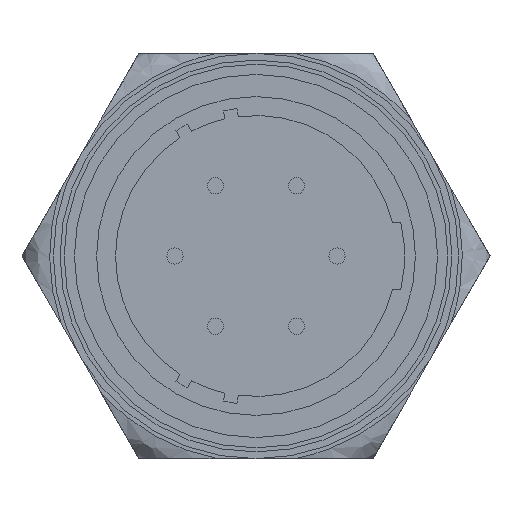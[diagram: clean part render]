
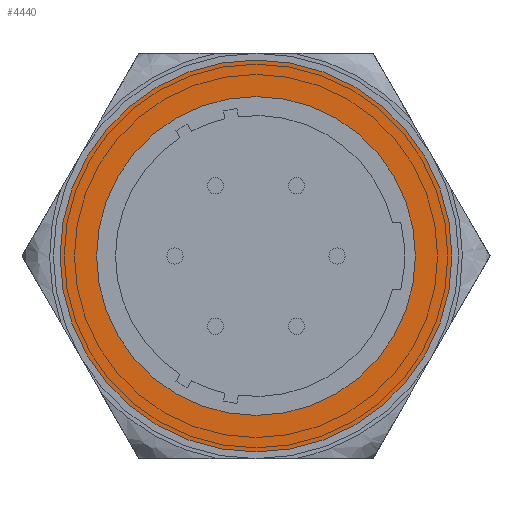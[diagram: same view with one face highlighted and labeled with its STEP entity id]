
A CAD part, left-side view. The second image highlights one B-rep face of the part: STEP entity #4440.
In plain terms, the highlighted planar face has unit normal (-1, 0, 0).
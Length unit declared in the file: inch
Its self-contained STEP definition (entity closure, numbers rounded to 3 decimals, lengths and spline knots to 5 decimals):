
#110 = EDGE_CURVE ( 'NONE', #2087, #2087, #5650, .T. ) ;
#248 = CARTESIAN_POINT ( 'NONE',  ( 0.014, 0., 0.295 ) ) ;
#337 = FACE_OUTER_BOUND ( 'NONE', #4018, .T. ) ;
#557 = EDGE_CURVE ( 'NONE', #4116, #4116, #1195, .T. ) ;
#611 = AXIS2_PLACEMENT_3D ( 'NONE', #749, #2233, #3179 ) ;
#749 = CARTESIAN_POINT ( 'NONE',  ( 0.014, 0., 0. ) ) ;
#1195 = CIRCLE ( 'NONE', #611, 0.3625 ) ;
#1219 = DIRECTION ( 'NONE',  ( 0., 0., 1. ) ) ;
#1533 = DIRECTION ( 'NONE',  ( -1., 0., 0. ) ) ;
#1742 = CARTESIAN_POINT ( 'NONE',  ( 0.014, 0., -0.3625 ) ) ;
#2087 = VERTEX_POINT ( 'NONE', #248 ) ;
#2233 = DIRECTION ( 'NONE',  ( -1., 0., 0. ) ) ;
#2743 = FACE_BOUND ( 'NONE', #3012, .T. ) ;
#3012 = EDGE_LOOP ( 'NONE', ( #4001 ) ) ;
#3126 = ORIENTED_EDGE ( 'NONE', *, *, #557, .T. ) ;
#3179 = DIRECTION ( 'NONE',  ( 0., 0., -1. ) ) ;
#3798 = AXIS2_PLACEMENT_3D ( 'NONE', #5537, #6011, #1219 ) ;
#3861 = CARTESIAN_POINT ( 'NONE',  ( 0.014, 0., 0. ) ) ;
#4001 = ORIENTED_EDGE ( 'NONE', *, *, #110, .F. ) ;
#4018 = EDGE_LOOP ( 'NONE', ( #3126 ) ) ;
#4116 = VERTEX_POINT ( 'NONE', #1742 ) ;
#4440 = ADVANCED_FACE ( 'NONE', ( #2743, #337 ), #4645, .T. ) ;
#4645 = PLANE ( 'NONE',  #3798 ) ;
#5352 = AXIS2_PLACEMENT_3D ( 'NONE', #3861, #1533, #5759 ) ;
#5537 = CARTESIAN_POINT ( 'NONE',  ( 0.014, 0., 0. ) ) ;
#5650 = CIRCLE ( 'NONE', #5352, 0.295 ) ;
#5759 = DIRECTION ( 'NONE',  ( 0., 0., 1. ) ) ;
#6011 = DIRECTION ( 'NONE',  ( -1., 0., 0. ) ) ;
